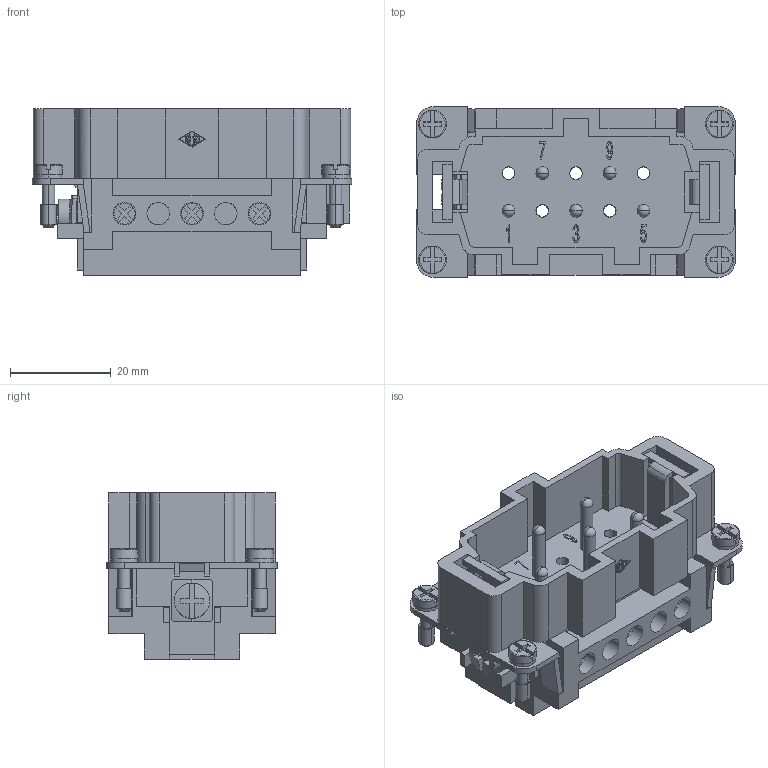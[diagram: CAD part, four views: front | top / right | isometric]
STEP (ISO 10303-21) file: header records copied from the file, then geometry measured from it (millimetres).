
FILE_DESCRIPTION((''),'2;1');
FILE_NAME('CMEM 03 TX.stp','2006-10-31T13:39:24',('gembarski'),(''),'Autodesk Inventor 7','Autodesk Inventor 7','');
FILE_SCHEMA(('AUTOMOTIVE_DESIGN { 1 0 10303 214 1 1 1 1 }'));
Length unit declared in the file: millimetre
Products named in the file (1): CMEM 03 TX
Bounding box: 63.4 x 34 x 33 mm (x, y, z)
Volume: 25294.3 mm3; surface area: 22855.6 mm2
Topology: 7 solids, 7 shells, 1019 faces, 2811 edges, 1822 vertices
Faces by surface type: plane 505, bspline 320, cylinder 168, sphere 14, torus 8, cone 4
Entity records: 34755 total; most frequent: CARTESIAN_POINT 9771, ORIENTED_EDGE 5596, DIRECTION 4510, EDGE_CURVE 2798, VECTOR 1926, LINE 1926, VERTEX_POINT 1817, AXIS2_PLACEMENT_3D 1292
